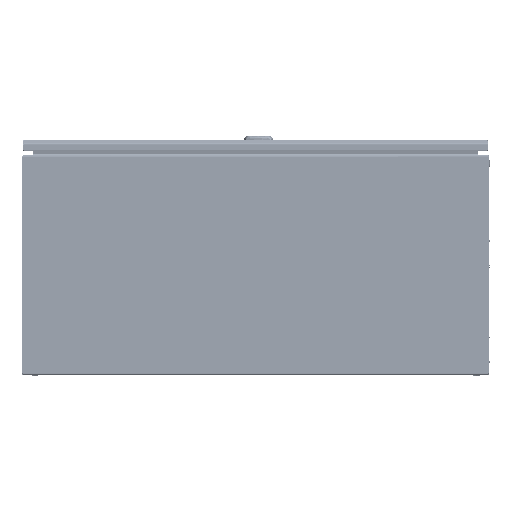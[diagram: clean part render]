
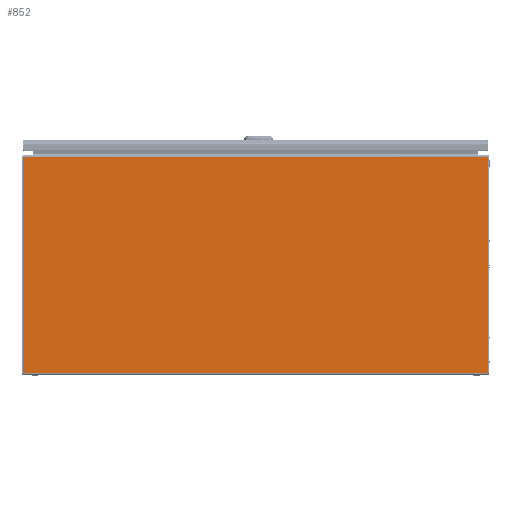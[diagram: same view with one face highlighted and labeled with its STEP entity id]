
A CAD part, left-side view. The second image highlights one B-rep face of the part: STEP entity #852.
In plain terms, the highlighted planar face has unit normal (-1, 0, 0).
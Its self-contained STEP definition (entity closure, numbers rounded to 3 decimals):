
#852=ADVANCED_FACE('',(#7983),#7984,.T.);
#7983=FACE_OUTER_BOUND('',#23299,.T.);
#7984=PLANE('',#23300);
#23299=EDGE_LOOP('',(#79345,#79346,#79347,#79348));
#23300=AXIS2_PLACEMENT_3D('',#79349,#79350,#79351);
#79345=ORIENTED_EDGE('',*,*,#128908,.F.);
#79346=ORIENTED_EDGE('',*,*,#128899,.T.);
#79347=ORIENTED_EDGE('',*,*,#128909,.T.);
#79348=ORIENTED_EDGE('',*,*,#128894,.F.);
#79349=CARTESIAN_POINT('',(-300.0,400.0,0.));
#79350=DIRECTION('',(-1.0,0.0,0.));
#79351=DIRECTION('',(0.,0.0,1.0));
#128894=EDGE_CURVE('',#146350,#146352,#146353,.T.);
#128899=EDGE_CURVE('',#146360,#146358,#146361,.T.);
#128908=EDGE_CURVE('',#146360,#146350,#146372,.T.);
#128909=EDGE_CURVE('',#146358,#146352,#146373,.T.);
#146350=VERTEX_POINT('',#174851);
#146352=VERTEX_POINT('',#174859);
#146353=LINE('',#174860,#174861);
#146358=VERTEX_POINT('',#174874);
#146360=VERTEX_POINT('',#174882);
#146361=LINE('',#174883,#174884);
#146372=LINE('',#174918,#174919);
#146373=LINE('',#174920,#174921);
#174851=CARTESIAN_POINT('',(-300.0,398.5,373.8));
#174859=CARTESIAN_POINT('',(-300.0,-398.5,373.8));
#174860=CARTESIAN_POINT('',(-300.0,398.5,373.8));
#174861=VECTOR('',#240726,797.0);
#174874=CARTESIAN_POINT('',(-300.0,-398.5,3.2));
#174882=CARTESIAN_POINT('',(-300.0,398.5,3.2));
#174883=CARTESIAN_POINT('',(-300.0,398.5,3.2));
#174884=VECTOR('',#240729,797.0);
#174918=CARTESIAN_POINT('',(-300.0,398.5,3.2));
#174919=VECTOR('',#240735,370.6);
#174920=CARTESIAN_POINT('',(-300.0,-398.5,3.2));
#174921=VECTOR('',#240736,370.6);
#240726=DIRECTION('',(0.0,-1.0,0.0));
#240729=DIRECTION('',(0.0,-1.0,0.0));
#240735=DIRECTION('',(0.,0.0,1.0));
#240736=DIRECTION('',(0.,0.0,1.0));
